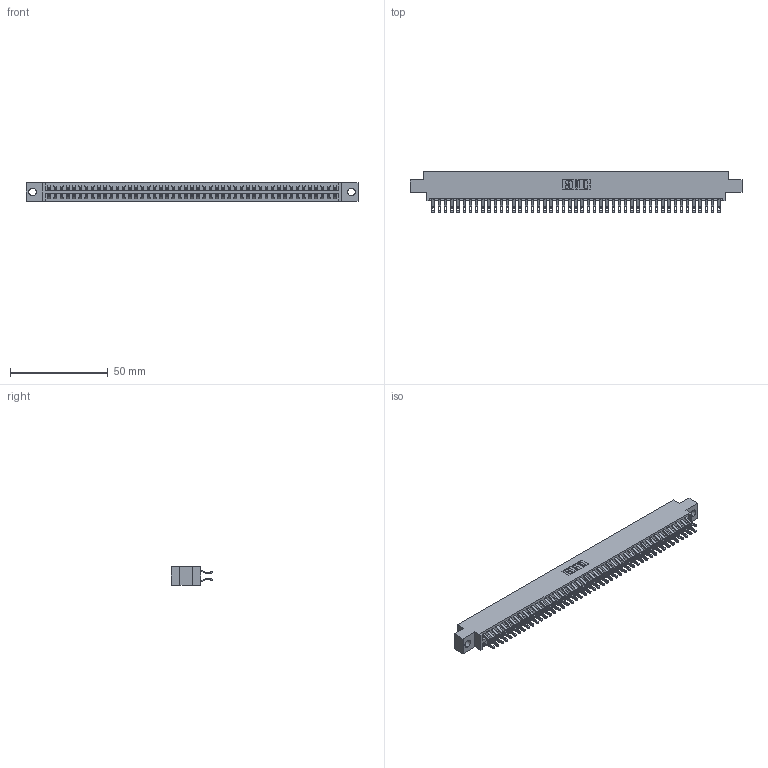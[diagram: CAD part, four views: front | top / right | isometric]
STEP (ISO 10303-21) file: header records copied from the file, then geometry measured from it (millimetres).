
FILE_DESCRIPTION (( 'STEP AP203' ), '1' );
FILE_NAME ('346-094-555-804.STEP', '2018-08-30T05:35:31', ( '' ), ( '' ), 'SwSTEP 2.0', 'SolidWorks 2016', '' );
FILE_SCHEMA (( 'CONFIG_CONTROL_DESIGN' ));
Length unit declared in the file: inch
Products named in the file (3): 346 Part_0.170 Offset - 0.156 Dia-TH; 345-292-001_555 Tail; 346-094-555-804
Assembly tree (95 placements, depth 2):
  346-094-555-804
    346 Part_0.170 Offset - 0.156 Dia-TH
    345-292-001_555 Tail  x94
Bounding box: 169.8 x 21.46 x 9.4 mm (x, y, z)
Volume: 16626.5 mm3; surface area: 23897.7 mm2
Topology: 95 solids, 95 shells, 5578 faces, 17543 edges, 11694 vertices
Faces by surface type: plane 3182, cylinder 2396
Entity records: 30461 total; most frequent: CARTESIAN_POINT 5050, ORIENTED_EDGE 4954, DIRECTION 4469, EDGE_CURVE 2477, VECTOR 2137, LINE 2137, VERTEX_POINT 1650, AXIS2_PLACEMENT_3D 1166
